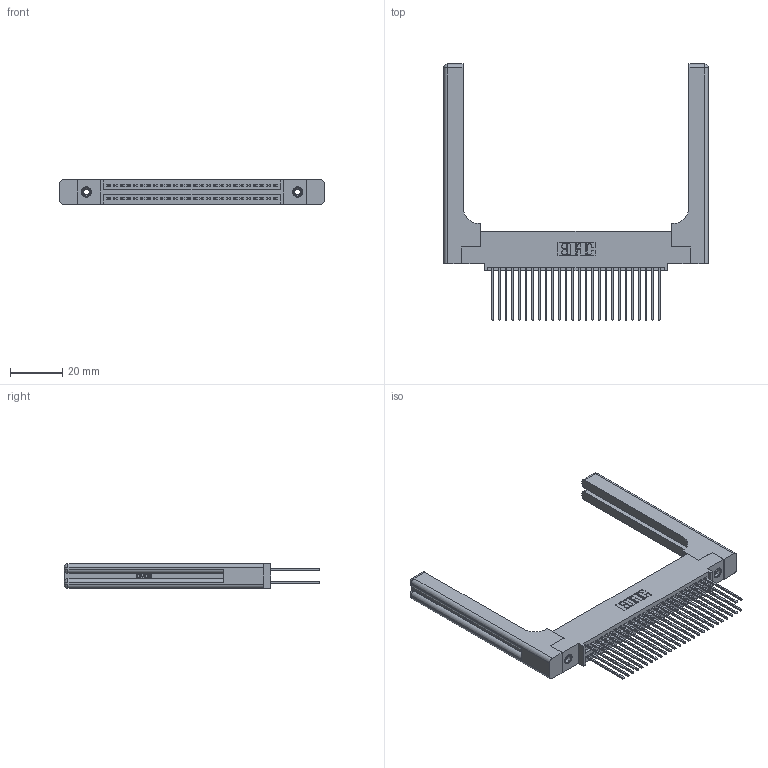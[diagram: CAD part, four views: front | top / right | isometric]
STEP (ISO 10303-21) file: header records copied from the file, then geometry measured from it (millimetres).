
FILE_DESCRIPTION (( 'STEP AP203' ), '1' );
FILE_NAME ('395-052-541-558.STEP', '2019-10-19T15:13:26', ( '' ), ( '' ), 'SwSTEP 2.0', 'SolidWorks 2016', '' );
FILE_SCHEMA (( 'CONFIG_CONTROL_DESIGN' ));
Length unit declared in the file: inch
Products named in the file (5): 345 Part_0.110 Offset - 0.156 Dia-TH; 345-292-001_345-293-141; 345-250-001_345-250-001-102; 345-220-058_345-220-058; 395-052-541-558
Assembly tree (57 placements, depth 2):
  395-052-541-558
    345 Part_0.110 Offset - 0.156 Dia-TH
    345-292-001_345-293-141  x52
    345-250-001_345-250-001-102  x2
    345-220-058_345-220-058  x2
Bounding box: 101.07 x 97.71 x 9.4 mm (x, y, z)
Volume: 18369.3 mm3; surface area: 20869.4 mm2
Topology: 57 solids, 57 shells, 2986 faces, 8767 edges, 5754 vertices
Faces by surface type: plane 1948, cylinder 978, bspline 36, cone 12, sphere 8, torus 4
Entity records: 27886 total; most frequent: CARTESIAN_POINT 5685, ORIENTED_EDGE 4416, DIRECTION 3964, EDGE_CURVE 2208, LINE 1880, VECTOR 1880, VERTEX_POINT 1462, AXIS2_PLACEMENT_3D 1042
